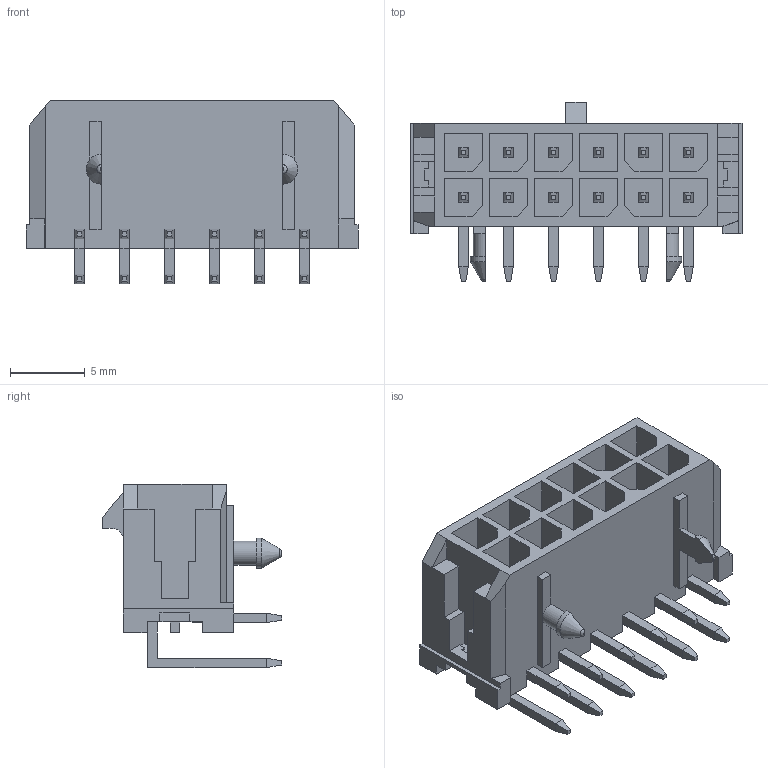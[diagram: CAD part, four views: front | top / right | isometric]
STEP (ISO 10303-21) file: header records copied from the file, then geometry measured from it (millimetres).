
FILE_DESCRIPTION (( 'STEP AP214' ), '1' );
FILE_NAME ('Molex Micro-Fit 3.0 12-pin Right Angle Receptacle- 430451201.STEP', '2015-02-21T07:14:21', ( '' ), ( '' ), 'SwSTEP 2.0', 'SolidWorks 2014', '' );
FILE_SCHEMA (( 'AUTOMOTIVE_DESIGN' ));
Length unit declared in the file: inch
Products named in the file (1): Molex Micro-Fit 3.0 12-pin Right Angle Receptacle- 430451201
Bounding box: 22.15 x 11.95 x 12.24 mm (x, y, z)
Volume: 907.6 mm3; surface area: 2149.5 mm2
Topology: 1 solids, 1 shells, 561 faces, 1402 edges, 871 vertices
Faces by surface type: plane 552, cylinder 5, cone 2, torus 2
Entity records: 19522 total; most frequent: CARTESIAN_POINT 2835, ORIENTED_EDGE 2804, DIRECTION 2546, EDGE_CURVE 1402, LINE 1382, VECTOR 1382, VERTEX_POINT 871, EDGE_LOOP 589
